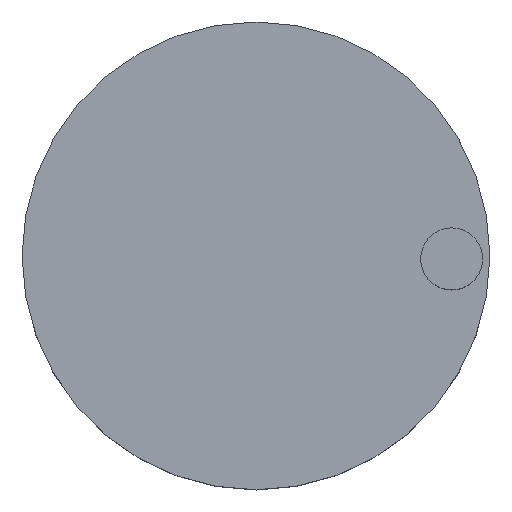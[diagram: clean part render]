
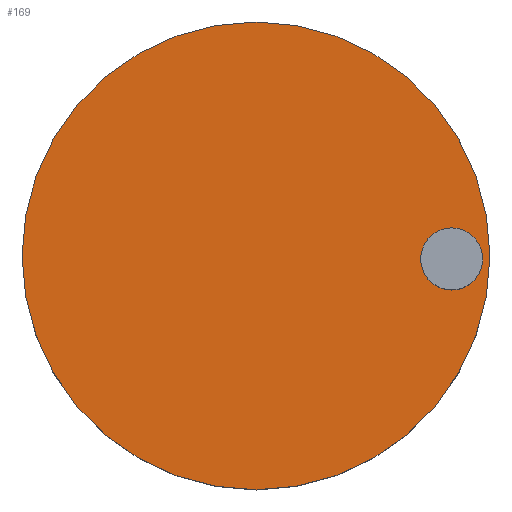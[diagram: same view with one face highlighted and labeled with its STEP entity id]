
A CAD part, top view. The second image highlights one B-rep face of the part: STEP entity #169.
In plain terms, the highlighted planar face has unit normal (0, 0, 1).
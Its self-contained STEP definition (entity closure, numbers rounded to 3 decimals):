
#15=FACE_BOUND('',#45,.T.);
#23=PLANE('',#204);
#32=FACE_OUTER_BOUND('',#44,.T.);
#44=EDGE_LOOP('',(#136));
#45=EDGE_LOOP('',(#137));
#70=CIRCLE('',#191,3.975);
#78=CIRCLE('',#205,30.);
#83=VERTEX_POINT('',#278);
#92=VERTEX_POINT('',#306);
#98=EDGE_CURVE('',#83,#83,#70,.T.);
#110=EDGE_CURVE('',#92,#92,#78,.T.);
#136=ORIENTED_EDGE('',*,*,#110,.T.);
#137=ORIENTED_EDGE('',*,*,#98,.T.);
#169=ADVANCED_FACE('',(#32,#15),#23,.T.);
#191=AXIS2_PLACEMENT_3D('',#280,#221,#222);
#204=AXIS2_PLACEMENT_3D('',#305,#251,#252);
#205=AXIS2_PLACEMENT_3D('',#307,#253,#254);
#221=DIRECTION('center_axis',(0.,0.,
-1.));
#222=DIRECTION('ref_axis',(0.,1.,0.));
#251=DIRECTION('center_axis',(0.,0.,
1.));
#252=DIRECTION('ref_axis',(1.,0.,0.));
#253=DIRECTION('center_axis',(0.,0.,
1.));
#254=DIRECTION('ref_axis',(-0.975,-0.221,0.));
#278=CARTESIAN_POINT('',(-244.732,-14.083,0.));
#280=CARTESIAN_POINT('Origin',(-244.732,-10.108,0.));
#305=CARTESIAN_POINT('Origin',(-265.815,-9.699,0.));
#306=CARTESIAN_POINT('',(-239.831,-9.699,0.));
#307=CARTESIAN_POINT('Origin',(-269.831,-9.699,0.));
